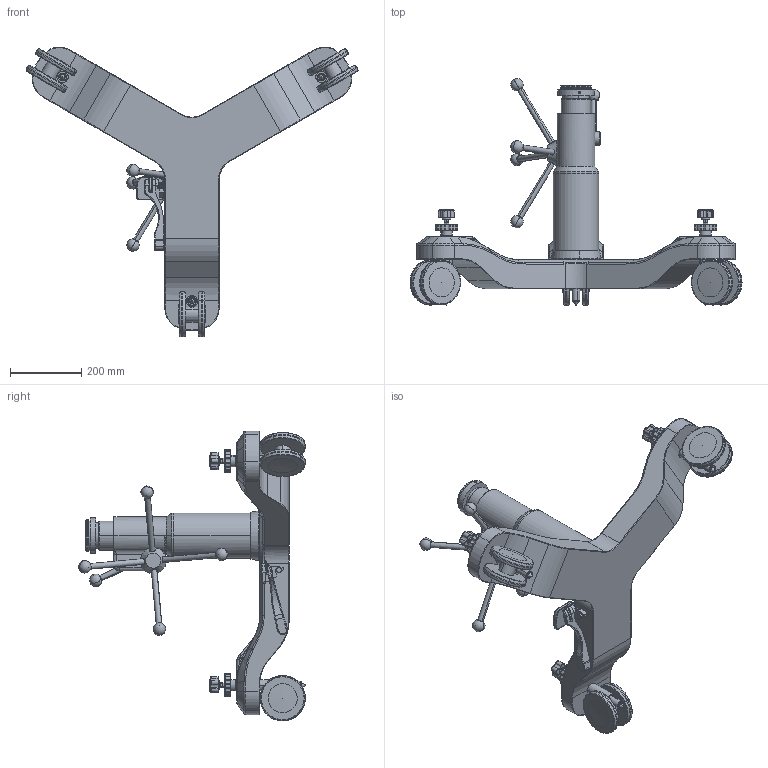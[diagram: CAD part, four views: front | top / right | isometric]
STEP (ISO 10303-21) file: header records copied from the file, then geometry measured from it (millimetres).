
FILE_DESCRIPTION (( 'STEP AP214' ), '1' );
FILE_NAME ('RS-231 MOD.STEP', '2023-01-26T21:21:52', ( '' ), ( '' ), 'SwSTEP 2.0', 'SolidWorks 2021', '' );
FILE_SCHEMA (( 'AUTOMOTIVE_DESIGN' ));
Length unit declared in the file: inch
Products named in the file (1): RS-231 MOD
Bounding box: 931.15 x 635.97 x 812.39 mm (x, y, z)
Volume: 24341737.7 mm3; surface area: 1228977 mm2
Topology: 2 solids, 2 shells, 1674 faces, 3943 edges, 2356 vertices
Faces by surface type: cylinder 483, torus 426, plane 380, bspline 215, cone 150, sphere 20
Entity records: 71989 total; most frequent: CARTESIAN_POINT 34593, DIRECTION 7997, ORIENTED_EDGE 7774, EDGE_CURVE 3887, AXIS2_PLACEMENT_3D 3438, VERTEX_POINT 2327, CIRCLE 1978, EDGE_LOOP 1784
